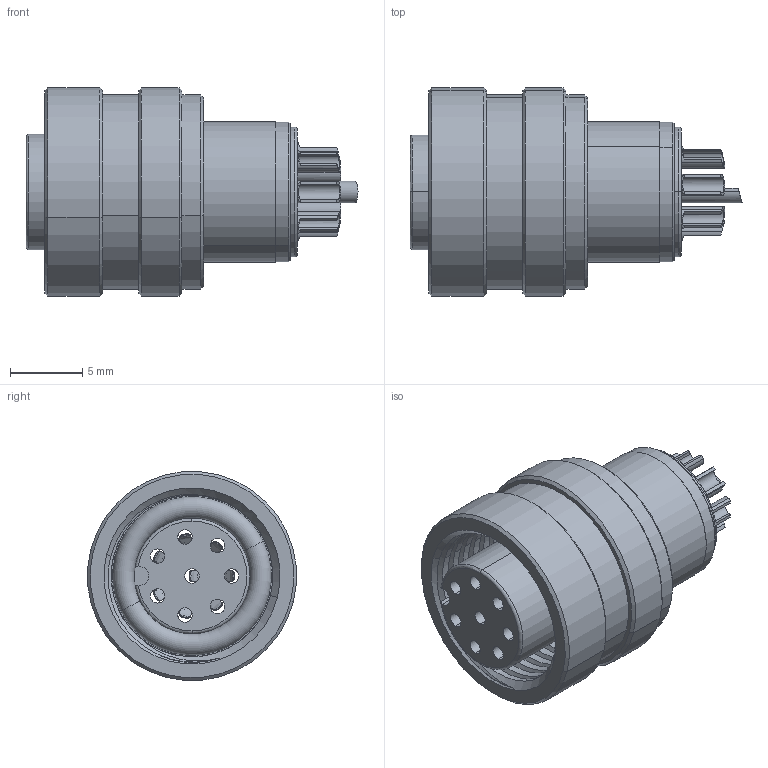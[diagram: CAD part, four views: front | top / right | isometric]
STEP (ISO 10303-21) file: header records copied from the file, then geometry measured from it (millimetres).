
FILE_DESCRIPTION (( 'STEP AP203' ), '1' );
FILE_NAME ('50-00983_revA.STEP', '2020-08-10T16:32:24', ( '' ), ( '' ), 'SwSTEP 2.0', 'SolidWorks 2015', '' );
FILE_SCHEMA (( 'CONFIG_CONTROL_DESIGN' ));
Length unit declared in the file: millimetre
Products named in the file (6): 50-00983-04___; 50-00983-03___; 50-00983-05___; 50-00983_revA; 50-00983-02_For STEP file; 50-00983-01___
Assembly tree (12 placements, depth 2):
  50-00983_revA
    50-00983-01___
    50-00983-02_For STEP file
    50-00983-03___  x8
    50-00983-04___
    50-00983-05___
Bounding box: 23 x 14.46 x 14.46 mm (x, y, z)
Volume: 1748.4 mm3; surface area: 4481.8 mm2
Topology: 12 solids, 12 shells, 812 faces, 2041 edges, 1283 vertices
Faces by surface type: cylinder 278, plane 241, torus 153, cone 90, bspline 50
Entity records: 8586 total; most frequent: CARTESIAN_POINT 2718, DIRECTION 1100, ORIENTED_EDGE 1044, EDGE_CURVE 522, AXIS2_PLACEMENT_3D 457, VERTEX_POINT 331, EDGE_LOOP 257, CIRCLE 233
